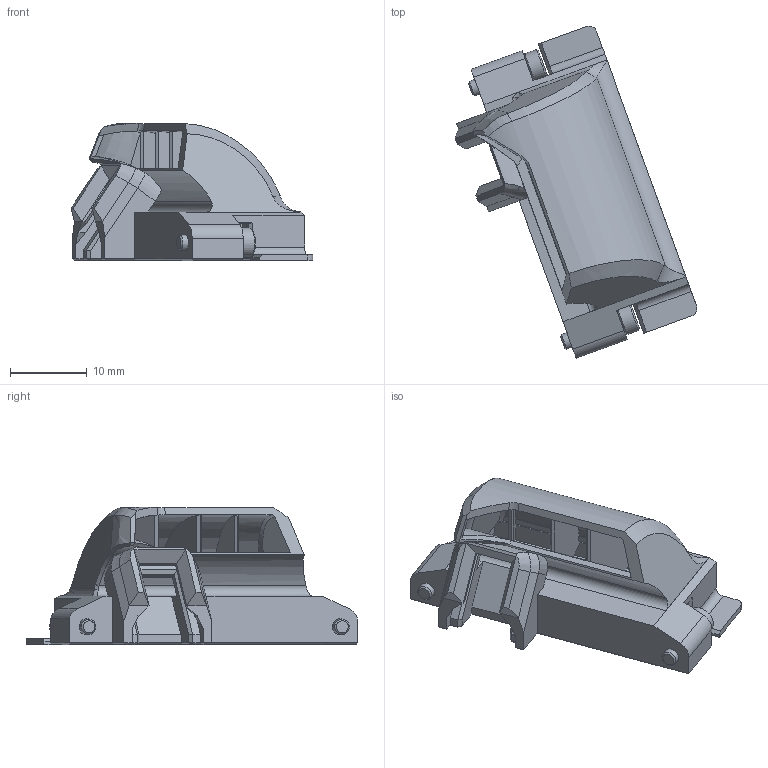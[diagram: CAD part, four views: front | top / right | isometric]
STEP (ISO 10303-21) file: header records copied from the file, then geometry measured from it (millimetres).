
FILE_DESCRIPTION(/* description */ (''),/* implementation_level */ '2;1');
FILE_NAME(/* name */ 'Beefy_Xol_LED_ducks.step',/* time_stamp */ '2024-01-18T12:57:30-05:00',/* author */ (''),/* organization */ (''),/* preprocessor_version */ 'ST-DEVELOPER v20',/* originating_system */ 'Autodesk Translation Framework v12.14.0.127',/* authorisation */ '');
FILE_SCHEMA (('AUTOMOTIVE_DESIGN { 1 0 10303 214 3 1 1 }'));
Length unit declared in the file: millimetre
Products named in the file (3): Beefy_Xol_LED_ducks; Beefy Xol LED Ducks - Tri-Vane Asym Right; M2x8 SHCS v1
Assembly tree (3 placements, depth 2):
  Beefy_Xol_LED_ducks
    Beefy Xol LED Ducks - Tri-Vane Asym Right
    M2x8 SHCS v1  x2
Bounding box: 31.42 x 43.12 x 17.8 mm (x, y, z)
Volume: 3258.7 mm3; surface area: 5264.3 mm2
Topology: 3 solids, 3 shells, 291 faces, 792 edges, 489 vertices
Faces by surface type: plane 213, cylinder 32, cone 26, bspline 20
Full cylindrical faces by diameter (mm): 2 x2, 2.1 x2, 3.8 x2
Entity records: 9647 total; most frequent: CARTESIAN_POINT 2777, ORIENTED_EDGE 1512, DIRECTION 1277, EDGE_CURVE 756, LINE 561, VECTOR 561, VERTEX_POINT 470, AXIS2_PLACEMENT_3D 358
